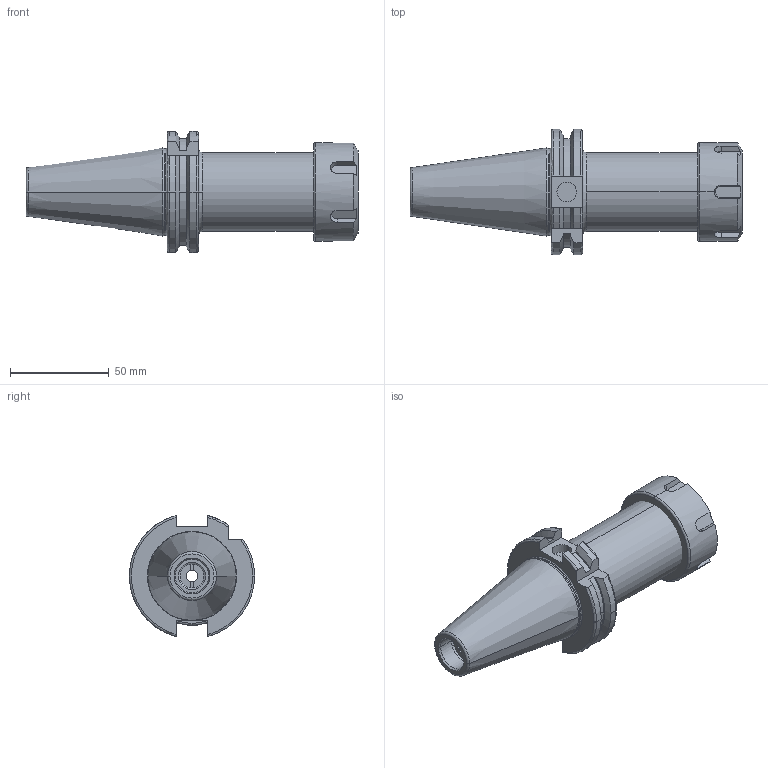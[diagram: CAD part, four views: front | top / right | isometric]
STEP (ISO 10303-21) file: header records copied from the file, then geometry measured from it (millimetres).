
FILE_DESCRIPTION (( 'STEP AP203' ), '1' );
FILE_NAME ('91406-ER132100.STEP', '2016-03-24T03:24:55', ( '' ), ( '' ), 'SwSTEP 2.0', 'SolidWorks 2009', '' );
FILE_SCHEMA (( 'CONFIG_CONTROL_DESIGN' ));
Length unit declared in the file: millimetre
Products named in the file (4): 91406-ER132100; SK40CCHER32100WW; FTSCWM22X150; FTNUTER32
Assembly tree (3 placements, depth 2):
  91406-ER132100
    FTSCWM22X150
    FTNUTER32
    SK40CCHER32100WW
Bounding box: 168.4 x 63.55 x 61.48 mm (x, y, z)
Volume: 179483.1 mm3; surface area: 45456.2 mm2
Topology: 3 solids, 3 shells, 174 faces, 445 edges, 287 vertices
Faces by surface type: plane 68, cylinder 44, cone 42, torus 20
Entity records: 6062 total; most frequent: CARTESIAN_POINT 1362, DIRECTION 938, ORIENTED_EDGE 890, EDGE_CURVE 445, AXIS2_PLACEMENT_3D 377, VERTEX_POINT 287, CIRCLE 197, EDGE_LOOP 190
